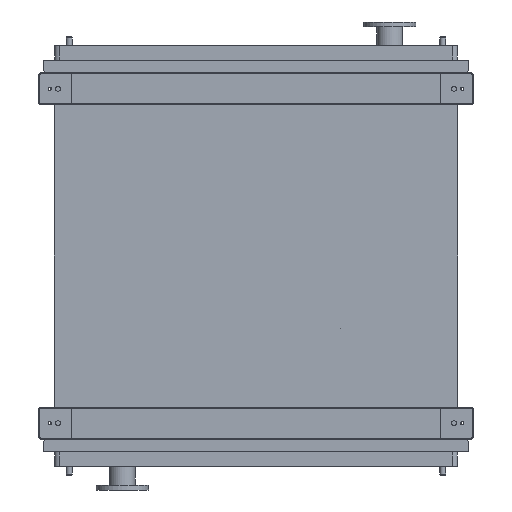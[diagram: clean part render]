
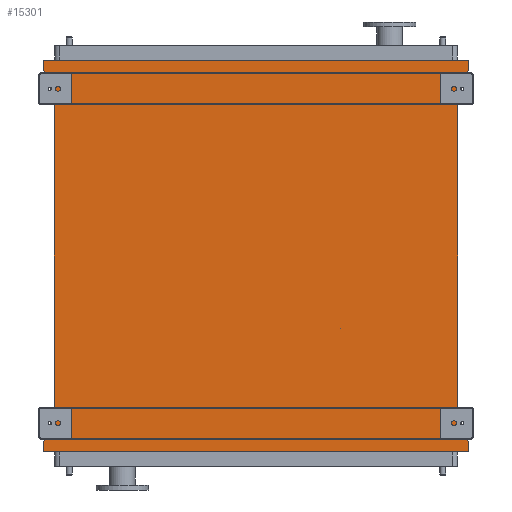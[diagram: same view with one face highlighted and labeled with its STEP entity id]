
A CAD part, front view. The second image highlights one B-rep face of the part: STEP entity #15301.
In plain terms, the highlighted planar face has unit normal (0, -1, 0).
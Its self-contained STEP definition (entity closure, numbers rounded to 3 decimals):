
#157 = ORIENTED_EDGE ( 'NONE', *, *, #18871, .F. ) ;
#188 = VERTEX_POINT ( 'NONE', #858 ) ;
#296 = CARTESIAN_POINT ( 'NONE',  ( 845., 0., 0. ) ) ;
#302 = LINE ( 'NONE', #17085, #19907 ) ;
#775 = EDGE_CURVE ( 'NONE', #9368, #1426, #17523, .T. ) ;
#858 = CARTESIAN_POINT ( 'NONE',  ( -891., 0., -1545. ) ) ;
#971 = EDGE_CURVE ( 'NONE', #15129, #9368, #4540, .T. ) ;
#1276 = EDGE_CURVE ( 'NONE', #8553, #15558, #10575, .T. ) ;
#1298 = DIRECTION ( 'NONE',  ( -0.655, 0., -0.755 ) ) ;
#1426 = VERTEX_POINT ( 'NONE', #296 ) ;
#1743 = VECTOR ( 'NONE', #8058, 1000. ) ;
#1840 = EDGE_CURVE ( 'NONE', #13703, #8553, #15499, .T. ) ;
#1891 = CARTESIAN_POINT ( 'NONE',  ( -891., 0., -1503. ) ) ;
#2005 = CARTESIAN_POINT ( 'NONE',  ( -891., 0., 95. ) ) ;
#2030 = EDGE_CURVE ( 'NONE', #9614, #11559, #12449, .T. ) ;
#2267 = CARTESIAN_POINT ( 'NONE',  ( 891., 0., 53. ) ) ;
#2523 = EDGE_CURVE ( 'NONE', #188, #9614, #20486, .T. ) ;
#2883 = VECTOR ( 'NONE', #21046, 1000. ) ;
#3101 = CARTESIAN_POINT ( 'NONE',  ( 845., 0., -1450. ) ) ;
#3311 = EDGE_CURVE ( 'NONE', #6946, #188, #12410, .T. ) ;
#3491 = EDGE_CURVE ( 'NONE', #16587, #6946, #14369, .T. ) ;
#4417 = DIRECTION ( 'NONE',  ( 0., 0., -1. ) ) ;
#4435 = DIRECTION ( 'NONE',  ( 0., -1., 0. ) ) ;
#4439 = PLANE ( 'NONE',  #11394 ) ;
#4467 = CARTESIAN_POINT ( 'NONE',  ( -845., 0., -1450. ) ) ;
#4540 = LINE ( 'NONE', #15768, #14143 ) ;
#4824 = VECTOR ( 'NONE', #12038, 1000. ) ;
#4832 = EDGE_CURVE ( 'NONE', #16156, #16587, #302, .T. ) ;
#5445 = CARTESIAN_POINT ( 'NONE',  ( 891., 0., 53. ) ) ;
#5878 = ORIENTED_EDGE ( 'NONE', *, *, #3311, .F. ) ;
#6205 = DIRECTION ( 'NONE',  ( 0.655, 0., 0.755 ) ) ;
#6526 = CARTESIAN_POINT ( 'NONE',  ( -891., 0., -1503. ) ) ;
#6937 = CARTESIAN_POINT ( 'NONE',  ( 891., 0., 95. ) ) ;
#6946 = VERTEX_POINT ( 'NONE', #18106 ) ;
#6973 = LINE ( 'NONE', #10098, #1743 ) ;
#7189 = VECTOR ( 'NONE', #20318, 1000. ) ;
#7232 = VECTOR ( 'NONE', #6205, 1000. ) ;
#8058 = DIRECTION ( 'NONE',  ( 0., 0., 1. ) ) ;
#8553 = VERTEX_POINT ( 'NONE', #15461 ) ;
#8702 = DIRECTION ( 'NONE',  ( 0., 0., 1. ) ) ;
#8782 = CARTESIAN_POINT ( 'NONE',  ( -891., 0., -1545. ) ) ;
#9266 = VECTOR ( 'NONE', #9732, 1000. ) ;
#9368 = VERTEX_POINT ( 'NONE', #5445 ) ;
#9396 = EDGE_LOOP ( 'NONE', ( #21707, #21262, #16134, #11273, #16700, #10650, #157, #20076, #11608, #5878, #16426, #22726 ) ) ;
#9563 = VECTOR ( 'NONE', #14680, 1000. ) ;
#9614 = VERTEX_POINT ( 'NONE', #1891 ) ;
#9732 = DIRECTION ( 'NONE',  ( 0., 0., -1. ) ) ;
#10098 = CARTESIAN_POINT ( 'NONE',  ( -845., 0., -1450. ) ) ;
#10575 = LINE ( 'NONE', #22713, #19740 ) ;
#10650 = ORIENTED_EDGE ( 'NONE', *, *, #1840, .F. ) ;
#10880 = VECTOR ( 'NONE', #8702, 1000. ) ;
#11273 = ORIENTED_EDGE ( 'NONE', *, *, #13625, .F. ) ;
#11394 = AXIS2_PLACEMENT_3D ( 'NONE', #4467, #4435, #4417 ) ;
#11559 = VERTEX_POINT ( 'NONE', #19900 ) ;
#11608 = ORIENTED_EDGE ( 'NONE', *, *, #2523, .F. ) ;
#12038 = DIRECTION ( 'NONE',  ( -0.655, 0., 0.755 ) ) ;
#12272 = CARTESIAN_POINT ( 'NONE',  ( 845., 0., -1450. ) ) ;
#12410 = LINE ( 'NONE', #20111, #7189 ) ;
#12449 = LINE ( 'NONE', #6526, #7232 ) ;
#12880 = CARTESIAN_POINT ( 'NONE',  ( -845., 0., 0. ) ) ;
#13229 = CARTESIAN_POINT ( 'NONE',  ( -845., 0., 0. ) ) ;
#13402 = CARTESIAN_POINT ( 'NONE',  ( 891., 0., -1503. ) ) ;
#13625 = EDGE_CURVE ( 'NONE', #15558, #15129, #19440, .T. ) ;
#13703 = VERTEX_POINT ( 'NONE', #13229 ) ;
#14143 = VECTOR ( 'NONE', #18386, 1000. ) ;
#14369 = LINE ( 'NONE', #13402, #9266 ) ;
#14479 = CARTESIAN_POINT ( 'NONE',  ( -891., 0., 95. ) ) ;
#14680 = DIRECTION ( 'NONE',  ( 1., 0., 0. ) ) ;
#15129 = VERTEX_POINT ( 'NONE', #6937 ) ;
#15301 = ADVANCED_FACE ( 'NONE', ( #20870 ), #4439, .T. ) ;
#15461 = CARTESIAN_POINT ( 'NONE',  ( -891., 0., 53. ) ) ;
#15499 = LINE ( 'NONE', #12880, #4824 ) ;
#15558 = VERTEX_POINT ( 'NONE', #2005 ) ;
#15768 = CARTESIAN_POINT ( 'NONE',  ( 891., 0., 95. ) ) ;
#16066 = CARTESIAN_POINT ( 'NONE',  ( 891., 0., -1503. ) ) ;
#16134 = ORIENTED_EDGE ( 'NONE', *, *, #971, .F. ) ;
#16156 = VERTEX_POINT ( 'NONE', #3101 ) ;
#16426 = ORIENTED_EDGE ( 'NONE', *, *, #3491, .F. ) ;
#16587 = VERTEX_POINT ( 'NONE', #16066 ) ;
#16700 = ORIENTED_EDGE ( 'NONE', *, *, #1276, .F. ) ;
#16941 = DIRECTION ( 'NONE',  ( 0.655, 0., -0.755 ) ) ;
#17085 = CARTESIAN_POINT ( 'NONE',  ( 845., 0., -1450. ) ) ;
#17523 = LINE ( 'NONE', #2267, #21899 ) ;
#17976 = LINE ( 'NONE', #12272, #2883 ) ;
#18106 = CARTESIAN_POINT ( 'NONE',  ( 891., 0., -1545. ) ) ;
#18386 = DIRECTION ( 'NONE',  ( 0., 0., -1. ) ) ;
#18871 = EDGE_CURVE ( 'NONE', #11559, #13703, #6973, .T. ) ;
#19440 = LINE ( 'NONE', #14479, #9563 ) ;
#19740 = VECTOR ( 'NONE', #23193, 1000. ) ;
#19900 = CARTESIAN_POINT ( 'NONE',  ( -845., 0., -1450. ) ) ;
#19907 = VECTOR ( 'NONE', #16941, 1000. ) ;
#20076 = ORIENTED_EDGE ( 'NONE', *, *, #2030, .F. ) ;
#20111 = CARTESIAN_POINT ( 'NONE',  ( 891., 0., -1545. ) ) ;
#20318 = DIRECTION ( 'NONE',  ( -1., 0., 0. ) ) ;
#20486 = LINE ( 'NONE', #8782, #10880 ) ;
#20870 = FACE_OUTER_BOUND ( 'NONE', #9396, .T. ) ;
#21046 = DIRECTION ( 'NONE',  ( 0., 0., 1. ) ) ;
#21262 = ORIENTED_EDGE ( 'NONE', *, *, #775, .F. ) ;
#21707 = ORIENTED_EDGE ( 'NONE', *, *, #23375, .T. ) ;
#21899 = VECTOR ( 'NONE', #1298, 1000. ) ;
#22713 = CARTESIAN_POINT ( 'NONE',  ( -891., 0., 53. ) ) ;
#22726 = ORIENTED_EDGE ( 'NONE', *, *, #4832, .F. ) ;
#23193 = DIRECTION ( 'NONE',  ( 0., 0., 1. ) ) ;
#23375 = EDGE_CURVE ( 'NONE', #16156, #1426, #17976, .T. ) ;
